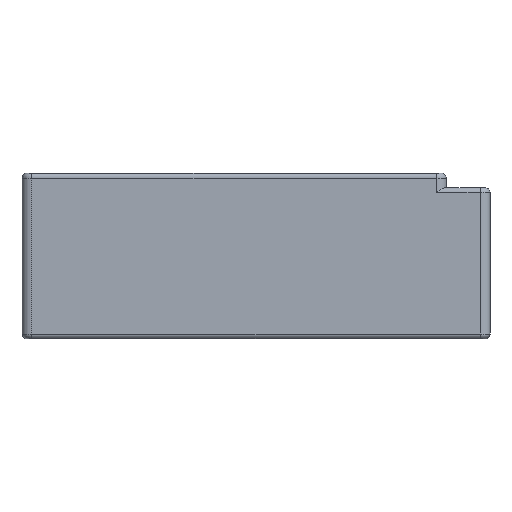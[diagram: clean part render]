
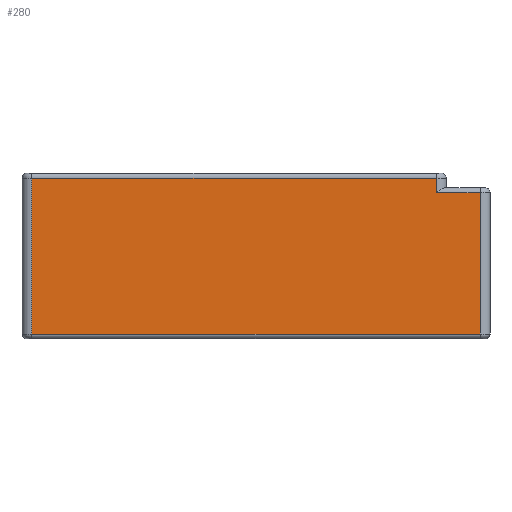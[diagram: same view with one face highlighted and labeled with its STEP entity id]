
A CAD part, left-side view. The second image highlights one B-rep face of the part: STEP entity #280.
In plain terms, the highlighted planar face has unit normal (-1, 0, 0).
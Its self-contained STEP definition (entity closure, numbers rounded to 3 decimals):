
#4 = VERTEX_POINT ( 'NONE', #4015 ) ;
#83 = ORIENTED_EDGE ( 'NONE', *, *, #3963, .T. ) ;
#280 = ADVANCED_FACE ( 'NONE', ( #1851 ), #1608, .F. ) ;
#290 = LINE ( 'NONE', #2045, #3639 ) ;
#450 = EDGE_LOOP ( 'NONE', ( #83, #874, #1716, #2838, #989, #1984 ) ) ;
#456 = CARTESIAN_POINT ( 'NONE',  ( -54.5, -36., 29. ) ) ;
#534 = CARTESIAN_POINT ( 'NONE',  ( -54.5, 47., 0. ) ) ;
#752 = VECTOR ( 'NONE', #2769, 1000. ) ;
#778 = VERTEX_POINT ( 'NONE', #1918 ) ;
#874 = ORIENTED_EDGE ( 'NONE', *, *, #3446, .T. ) ;
#989 = ORIENTED_EDGE ( 'NONE', *, *, #2050, .T. ) ;
#1210 = VECTOR ( 'NONE', #2289, 1000. ) ;
#1295 = CARTESIAN_POINT ( 'NONE',  ( -54.5, 47., 30. ) ) ;
#1315 = LINE ( 'NONE', #3840, #3110 ) ;
#1364 = CARTESIAN_POINT ( 'NONE',  ( -54.5, 47., 32. ) ) ;
#1422 = VERTEX_POINT ( 'NONE', #534 ) ;
#1431 = LINE ( 'NONE', #4033, #4006 ) ;
#1608 = PLANE ( 'NONE',  #3969 ) ;
#1638 = LINE ( 'NONE', #2147, #752 ) ;
#1716 = ORIENTED_EDGE ( 'NONE', *, *, #2898, .T. ) ;
#1752 = EDGE_CURVE ( 'NONE', #4120, #778, #2001, .T. ) ;
#1851 = FACE_OUTER_BOUND ( 'NONE', #450, .T. ) ;
#1918 = CARTESIAN_POINT ( 'NONE',  ( -54.5, 47., 32. ) ) ;
#1984 = ORIENTED_EDGE ( 'NONE', *, *, #1752, .T. ) ;
#2001 = LINE ( 'NONE', #1364, #3015 ) ;
#2039 = CARTESIAN_POINT ( 'NONE',  ( -54.5, -36., 32. ) ) ;
#2045 = CARTESIAN_POINT ( 'NONE',  ( -54.5, -45., 30. ) ) ;
#2050 = EDGE_CURVE ( 'NONE', #3048, #4120, #1638, .T. ) ;
#2147 = CARTESIAN_POINT ( 'NONE',  ( -54.5, -36., 30. ) ) ;
#2269 = CARTESIAN_POINT ( 'NONE',  ( -54.5, 47., 30. ) ) ;
#2289 = DIRECTION ( 'NONE',  ( 0., 0., -1. ) ) ;
#2563 = CARTESIAN_POINT ( 'NONE',  ( -54.5, -45., 0. ) ) ;
#2586 = EDGE_CURVE ( 'NONE', #4, #3048, #1315, .T. ) ;
#2769 = DIRECTION ( 'NONE',  ( 0., 0., 1. ) ) ;
#2838 = ORIENTED_EDGE ( 'NONE', *, *, #2586, .T. ) ;
#2898 = EDGE_CURVE ( 'NONE', #3849, #4, #290, .T. ) ;
#3015 = VECTOR ( 'NONE', #3392, 1000. ) ;
#3017 = LINE ( 'NONE', #1295, #1210 ) ;
#3048 = VERTEX_POINT ( 'NONE', #456 ) ;
#3110 = VECTOR ( 'NONE', #3814, 1000. ) ;
#3226 = DIRECTION ( 'NONE',  ( 0., 1., 0. ) ) ;
#3392 = DIRECTION ( 'NONE',  ( 0., 1., 0. ) ) ;
#3446 = EDGE_CURVE ( 'NONE', #1422, #3849, #1431, .T. ) ;
#3639 = VECTOR ( 'NONE', #4064, 1000. ) ;
#3711 = DIRECTION ( 'NONE',  ( 0., -1., 0. ) ) ;
#3814 = DIRECTION ( 'NONE',  ( 0., 1., 0. ) ) ;
#3840 = CARTESIAN_POINT ( 'NONE',  ( -54.5, 47., 29. ) ) ;
#3849 = VERTEX_POINT ( 'NONE', #2563 ) ;
#3963 = EDGE_CURVE ( 'NONE', #778, #1422, #3017, .T. ) ;
#3969 = AXIS2_PLACEMENT_3D ( 'NONE', #2269, #4282, #3226 ) ;
#4006 = VECTOR ( 'NONE', #3711, 1000. ) ;
#4015 = CARTESIAN_POINT ( 'NONE',  ( -54.5, -45., 29. ) ) ;
#4033 = CARTESIAN_POINT ( 'NONE',  ( -54.5, -45., 0. ) ) ;
#4064 = DIRECTION ( 'NONE',  ( 0., 0., 1. ) ) ;
#4120 = VERTEX_POINT ( 'NONE', #2039 ) ;
#4282 = DIRECTION ( 'NONE',  ( 1., 0., 0. ) ) ;
